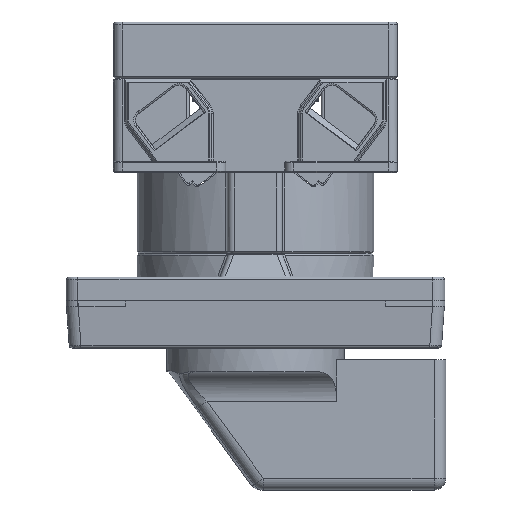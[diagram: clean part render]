
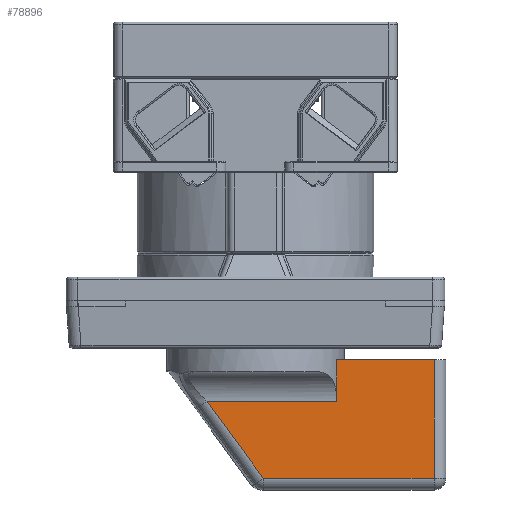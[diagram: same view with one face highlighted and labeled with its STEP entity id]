
A CAD part, front view. The second image highlights one B-rep face of the part: STEP entity #78896.
In plain terms, the highlighted face is planar.
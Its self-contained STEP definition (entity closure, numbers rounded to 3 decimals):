
#2144 = CARTESIAN_POINT ( 'NONE',  ( 13.791, 5.9, 4. ) ) ;
#2147 = DIRECTION ( 'NONE',  ( 0., 0., -1. ) ) ;
#2201 = CARTESIAN_POINT ( 'NONE',  ( -2.977, 5.9, 16.103 ) ) ;
#3050 = CARTESIAN_POINT ( 'NONE',  ( -13.791, 5.9, 9. ) ) ;
#3052 = DIRECTION ( 'NONE',  ( -1., 0., 0. ) ) ;
#3053 = DIRECTION ( 'NONE',  ( 0.59, 0., 0.808 ) ) ;
#3054 = CARTESIAN_POINT ( 'NONE',  ( 32.209, 5.9, 22. ) ) ;
#3055 = DIRECTION ( 'NONE',  ( 1., 0., 0. ) ) ;
#3056 = CARTESIAN_POINT ( 'NONE',  ( 30.209, 5.9, 24. ) ) ;
#3057 = DIRECTION ( 'NONE',  ( 0., 0., -1. ) ) ;
#3058 = CARTESIAN_POINT ( 'NONE',  ( 13.791, 5.9, 2. ) ) ;
#3059 = DIRECTION ( 'NONE',  ( 1., 0., 0. ) ) ;
#24564 = CARTESIAN_POINT ( 'NONE',  ( 13.791, 5.9, 9. ) ) ;
#24565 = CARTESIAN_POINT ( 'NONE',  ( 13.791, 5.9, 2. ) ) ;
#24576 = CARTESIAN_POINT ( 'NONE',  ( -8.164, 5.9, 9. ) ) ;
#24582 = CARTESIAN_POINT ( 'NONE',  ( 1.329, 5.9, 22. ) ) ;
#24583 = CARTESIAN_POINT ( 'NONE',  ( 30.209, 5.9, 22. ) ) ;
#24584 = CARTESIAN_POINT ( 'NONE',  ( 30.209, 5.9, 2. ) ) ;
#35691 = VERTEX_POINT ( 'NONE', #24564 ) ;
#35692 = VERTEX_POINT ( 'NONE', #24565 ) ;
#35703 = VERTEX_POINT ( 'NONE', #24576 ) ;
#35709 = VERTEX_POINT ( 'NONE', #24582 ) ;
#35710 = VERTEX_POINT ( 'NONE', #24583 ) ;
#35711 = VERTEX_POINT ( 'NONE', #24584 ) ;
#41225 = AXIS2_PLACEMENT_3D ( 'NONE', #84450, #84459, #84460 ) ;
#75786 = ORIENTED_EDGE ( 'NONE', *, *, #80057, .T. ) ;
#75787 = ORIENTED_EDGE ( 'NONE', *, *, #80058, .T. ) ;
#75788 = ORIENTED_EDGE ( 'NONE', *, *, #80059, .T. ) ;
#75789 = ORIENTED_EDGE ( 'NONE', *, *, #80060, .T. ) ;
#75790 = ORIENTED_EDGE ( 'NONE', *, *, #80061, .F. ) ;
#75791 = ORIENTED_EDGE ( 'NONE', *, *, #80040, .F. ) ;
#77905 = EDGE_LOOP ( 'NONE', ( #75786, #75787, #75788, #75789, #75790, #75791 ) ) ;
#78896 = ADVANCED_FACE ( 'NONE', ( #79639 ), #84457, .T. ) ;
#79639 = FACE_OUTER_BOUND ( 'NONE', #77905, .T. ) ;
#80040 = EDGE_CURVE ( 'NONE', #35691, #35692, #86276, .T. ) ;
#80057 = EDGE_CURVE ( 'NONE', #35691, #35703, #86307, .T. ) ;
#80058 = EDGE_CURVE ( 'NONE', #35703, #35709, #86297, .T. ) ;
#80059 = EDGE_CURVE ( 'NONE', #35709, #35710, #86310, .T. ) ;
#80060 = EDGE_CURVE ( 'NONE', #35710, #35711, #86312, .T. ) ;
#80061 = EDGE_CURVE ( 'NONE', #35692, #35711, #86314, .T. ) ;
#84450 = CARTESIAN_POINT ( 'NONE',  ( -13.791, 5.9, 24. ) ) ;
#84457 = PLANE ( 'NONE',  #41225 ) ;
#84459 = DIRECTION ( 'NONE',  ( 0., 1., 0. ) ) ;
#84460 = DIRECTION ( 'NONE',  ( -1., 0., 0. ) ) ;
#86276 = LINE ( 'NONE', #2144, #86279 ) ;
#86279 = VECTOR ( 'NONE', #2147, 1000. ) ;
#86297 = LINE ( 'NONE', #2201, #86311 ) ;
#86307 = LINE ( 'NONE', #3050, #86309 ) ;
#86309 = VECTOR ( 'NONE', #3052, 1000. ) ;
#86310 = LINE ( 'NONE', #3054, #86313 ) ;
#86311 = VECTOR ( 'NONE', #3053, 1000. ) ;
#86312 = LINE ( 'NONE', #3056, #86315 ) ;
#86313 = VECTOR ( 'NONE', #3055, 1000. ) ;
#86314 = LINE ( 'NONE', #3058, #86317 ) ;
#86315 = VECTOR ( 'NONE', #3057, 1000. ) ;
#86317 = VECTOR ( 'NONE', #3059, 1000. ) ;
